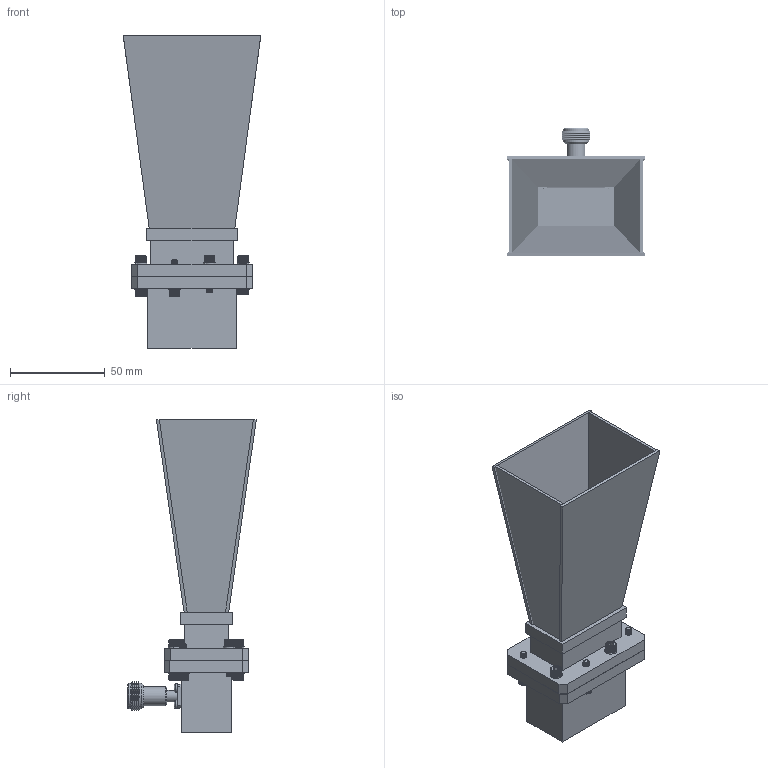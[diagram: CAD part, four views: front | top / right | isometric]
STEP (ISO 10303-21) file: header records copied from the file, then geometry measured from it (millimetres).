
FILE_DESCRIPTION (( 'STEP AP214' ), '1' );
FILE_NAME ('PE9860B-NF-10_3D.STEP', '2021-06-15T14:32:36', ( '' ), ( '' ), 'SwSTEP 2.0', 'SolidWorks 2020', '' );
FILE_SCHEMA (( 'AUTOMOTIVE_DESIGN' ));
Length unit declared in the file: millimetre
Products named in the file (10): Copy of 112-N^Copy of PE9821_CON_PE9821; Copy of PE9860B-10^PE9860B-NF-10; Copy of PE9821_CON^PE9821; Copy of 06142-con screw^Copy of PE9821_CON_PE9821; Copy of 112-N-PANEL^Copy of PE9821_CON_PE9821; Copy of PE9821_Body^PE9821; 6-32SH-HXx.625_92196A150; PE9860B-NF-10_3D; 6-LW; PE9821
Assembly tree (26 placements, depth 4):
  PE9860B-NF-10_3D
    PE9821
      Copy of PE9821_CON^PE9821
        Copy of 06142-con screw^Copy of PE9821_CON_PE9821  x4
        Copy of 112-N-PANEL^Copy of PE9821_CON_PE9821
        Copy of 112-N^Copy of PE9821_CON_PE9821
      Copy of PE9821_Body^PE9821
    Copy of PE9860B-10^PE9860B-NF-10
    6-32SH-HXx.625_92196A150  x8
    6-LW  x8
Bounding box: 72.56 x 67.81 x 164.85 mm (x, y, z)
Volume: 79378.3 mm3; surface area: 73164.9 mm2
Topology: 24 solids, 24 shells, 1887 faces, 4348 edges, 2539 vertices
Faces by surface type: plane 1216, cone 562, cylinder 89, bspline 20
Full cylindrical faces by diameter (mm): 1.7 x1, 2.7 x4, 3.04 x1, 3.505 x4, 3.81 x8, 4 x5, 4.1 x1, 4.3 x4, 6 x1, 7 x1, 10 x1, 13.5 x2
Entity records: 14027 total; most frequent: CARTESIAN_POINT 4616, ORIENTED_EDGE 1606, DIRECTION 1516, EDGE_CURVE 803, AXIS2_PLACEMENT_3D 573, VERTEX_POINT 513, EDGE_LOOP 476, FACE_OUTER_BOUND 399
